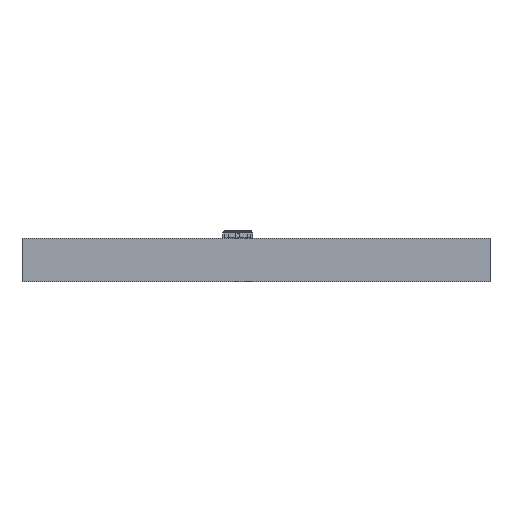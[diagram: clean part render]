
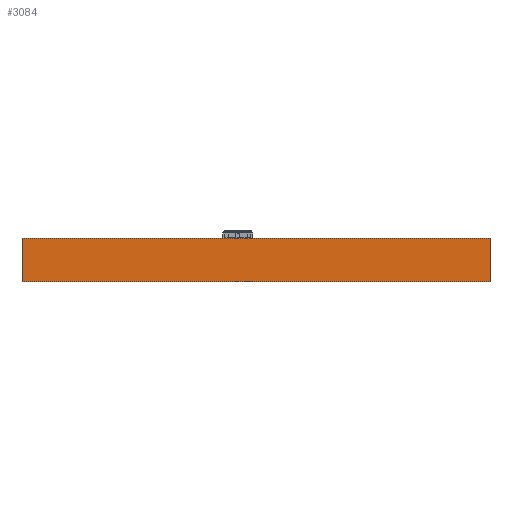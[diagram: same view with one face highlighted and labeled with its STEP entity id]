
A CAD part, left-side view. The second image highlights one B-rep face of the part: STEP entity #3084.
In plain terms, the highlighted planar face has unit normal (-1, 0, 0).
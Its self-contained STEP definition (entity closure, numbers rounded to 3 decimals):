
#3084 = ADVANCED_FACE('',(#3085),#3099,.T.);
#3085 = FACE_BOUND('',#3086,.T.);
#3086 = EDGE_LOOP('',(#3087,#3122,#3150,#3178));
#3087 = ORIENTED_EDGE('',*,*,#3088,.T.);
#3088 = EDGE_CURVE('',#3089,#3091,#3093,.T.);
#3089 = VERTEX_POINT('',#3090);
#3090 = CARTESIAN_POINT('',(125.,-115.045,0.));
#3091 = VERTEX_POINT('',#3092);
#3092 = CARTESIAN_POINT('',(125.,-115.045,4.69));
#3093 = SURFACE_CURVE('',#3094,(#3098,#3110),.PCURVE_S1.);
#3094 = LINE('',#3095,#3096);
#3095 = CARTESIAN_POINT('',(125.,-115.045,0.));
#3096 = VECTOR('',#3097,1.);
#3097 = DIRECTION('',(0.,0.,1.));
#3098 = PCURVE('',#3099,#3104);
#3099 = PLANE('',#3100);
#3100 = AXIS2_PLACEMENT_3D('',#3101,#3102,#3103);
#3101 = CARTESIAN_POINT('',(125.,-115.045,0.));
#3102 = DIRECTION('',(-1.,0.,0.));
#3103 = DIRECTION('',(0.,1.,0.));
#3104 = DEFINITIONAL_REPRESENTATION('',(#3105),#3109);
#3105 = LINE('',#3106,#3107);
#3106 = CARTESIAN_POINT('',(0.,0.));
#3107 = VECTOR('',#3108,1.);
#3108 = DIRECTION('',(0.,-1.));
#3109 = ( GEOMETRIC_REPRESENTATION_CONTEXT(2) 
PARAMETRIC_REPRESENTATION_CONTEXT() REPRESENTATION_CONTEXT('2D SPACE',''
  ) );
#3110 = PCURVE('',#3111,#3116);
#3111 = PLANE('',#3112);
#3112 = AXIS2_PLACEMENT_3D('',#3113,#3114,#3115);
#3113 = CARTESIAN_POINT('',(175.,-115.045,0.));
#3114 = DIRECTION('',(0.,-1.,0.));
#3115 = DIRECTION('',(-1.,0.,0.));
#3116 = DEFINITIONAL_REPRESENTATION('',(#3117),#3121);
#3117 = LINE('',#3118,#3119);
#3118 = CARTESIAN_POINT('',(50.,0.));
#3119 = VECTOR('',#3120,1.);
#3120 = DIRECTION('',(0.,-1.));
#3121 = ( GEOMETRIC_REPRESENTATION_CONTEXT(2) 
PARAMETRIC_REPRESENTATION_CONTEXT() REPRESENTATION_CONTEXT('2D SPACE',''
  ) );
#3122 = ORIENTED_EDGE('',*,*,#3123,.T.);
#3123 = EDGE_CURVE('',#3091,#3124,#3126,.T.);
#3124 = VERTEX_POINT('',#3125);
#3125 = CARTESIAN_POINT('',(125.,-65.045,4.69));
#3126 = SURFACE_CURVE('',#3127,(#3131,#3138),.PCURVE_S1.);
#3127 = LINE('',#3128,#3129);
#3128 = CARTESIAN_POINT('',(125.,-115.045,4.69));
#3129 = VECTOR('',#3130,1.);
#3130 = DIRECTION('',(0.,1.,0.));
#3131 = PCURVE('',#3099,#3132);
#3132 = DEFINITIONAL_REPRESENTATION('',(#3133),#3137);
#3133 = LINE('',#3134,#3135);
#3134 = CARTESIAN_POINT('',(0.,-4.69));
#3135 = VECTOR('',#3136,1.);
#3136 = DIRECTION('',(1.,0.));
#3137 = ( GEOMETRIC_REPRESENTATION_CONTEXT(2) 
PARAMETRIC_REPRESENTATION_CONTEXT() REPRESENTATION_CONTEXT('2D SPACE',''
  ) );
#3138 = PCURVE('',#3139,#3144);
#3139 = PLANE('',#3140);
#3140 = AXIS2_PLACEMENT_3D('',#3141,#3142,#3143);
#3141 = CARTESIAN_POINT('',(150.,-90.045,4.69));
#3142 = DIRECTION('',(-0.,-0.,-1.));
#3143 = DIRECTION('',(-1.,0.,0.));
#3144 = DEFINITIONAL_REPRESENTATION('',(#3145),#3149);
#3145 = LINE('',#3146,#3147);
#3146 = CARTESIAN_POINT('',(25.,-25.));
#3147 = VECTOR('',#3148,1.);
#3148 = DIRECTION('',(0.,1.));
#3149 = ( GEOMETRIC_REPRESENTATION_CONTEXT(2) 
PARAMETRIC_REPRESENTATION_CONTEXT() REPRESENTATION_CONTEXT('2D SPACE',''
  ) );
#3150 = ORIENTED_EDGE('',*,*,#3151,.F.);
#3151 = EDGE_CURVE('',#3152,#3124,#3154,.T.);
#3152 = VERTEX_POINT('',#3153);
#3153 = CARTESIAN_POINT('',(125.,-65.045,0.));
#3154 = SURFACE_CURVE('',#3155,(#3159,#3166),.PCURVE_S1.);
#3155 = LINE('',#3156,#3157);
#3156 = CARTESIAN_POINT('',(125.,-65.045,0.));
#3157 = VECTOR('',#3158,1.);
#3158 = DIRECTION('',(0.,0.,1.));
#3159 = PCURVE('',#3099,#3160);
#3160 = DEFINITIONAL_REPRESENTATION('',(#3161),#3165);
#3161 = LINE('',#3162,#3163);
#3162 = CARTESIAN_POINT('',(50.,0.));
#3163 = VECTOR('',#3164,1.);
#3164 = DIRECTION('',(0.,-1.));
#3165 = ( GEOMETRIC_REPRESENTATION_CONTEXT(2) 
PARAMETRIC_REPRESENTATION_CONTEXT() REPRESENTATION_CONTEXT('2D SPACE',''
  ) );
#3166 = PCURVE('',#3167,#3172);
#3167 = PLANE('',#3168);
#3168 = AXIS2_PLACEMENT_3D('',#3169,#3170,#3171);
#3169 = CARTESIAN_POINT('',(125.,-65.045,0.));
#3170 = DIRECTION('',(0.,1.,0.));
#3171 = DIRECTION('',(1.,0.,0.));
#3172 = DEFINITIONAL_REPRESENTATION('',(#3173),#3177);
#3173 = LINE('',#3174,#3175);
#3174 = CARTESIAN_POINT('',(0.,0.));
#3175 = VECTOR('',#3176,1.);
#3176 = DIRECTION('',(0.,-1.));
#3177 = ( GEOMETRIC_REPRESENTATION_CONTEXT(2) 
PARAMETRIC_REPRESENTATION_CONTEXT() REPRESENTATION_CONTEXT('2D SPACE',''
  ) );
#3178 = ORIENTED_EDGE('',*,*,#3179,.F.);
#3179 = EDGE_CURVE('',#3089,#3152,#3180,.T.);
#3180 = SURFACE_CURVE('',#3181,(#3185,#3192),.PCURVE_S1.);
#3181 = LINE('',#3182,#3183);
#3182 = CARTESIAN_POINT('',(125.,-115.045,0.));
#3183 = VECTOR('',#3184,1.);
#3184 = DIRECTION('',(0.,1.,0.));
#3185 = PCURVE('',#3099,#3186);
#3186 = DEFINITIONAL_REPRESENTATION('',(#3187),#3191);
#3187 = LINE('',#3188,#3189);
#3188 = CARTESIAN_POINT('',(0.,0.));
#3189 = VECTOR('',#3190,1.);
#3190 = DIRECTION('',(1.,0.));
#3191 = ( GEOMETRIC_REPRESENTATION_CONTEXT(2) 
PARAMETRIC_REPRESENTATION_CONTEXT() REPRESENTATION_CONTEXT('2D SPACE',''
  ) );
#3192 = PCURVE('',#3193,#3198);
#3193 = PLANE('',#3194);
#3194 = AXIS2_PLACEMENT_3D('',#3195,#3196,#3197);
#3195 = CARTESIAN_POINT('',(150.,-90.045,0.));
#3196 = DIRECTION('',(-0.,-0.,-1.));
#3197 = DIRECTION('',(-1.,0.,0.));
#3198 = DEFINITIONAL_REPRESENTATION('',(#3199),#3203);
#3199 = LINE('',#3200,#3201);
#3200 = CARTESIAN_POINT('',(25.,-25.));
#3201 = VECTOR('',#3202,1.);
#3202 = DIRECTION('',(0.,1.));
#3203 = ( GEOMETRIC_REPRESENTATION_CONTEXT(2) 
PARAMETRIC_REPRESENTATION_CONTEXT() REPRESENTATION_CONTEXT('2D SPACE',''
  ) );
